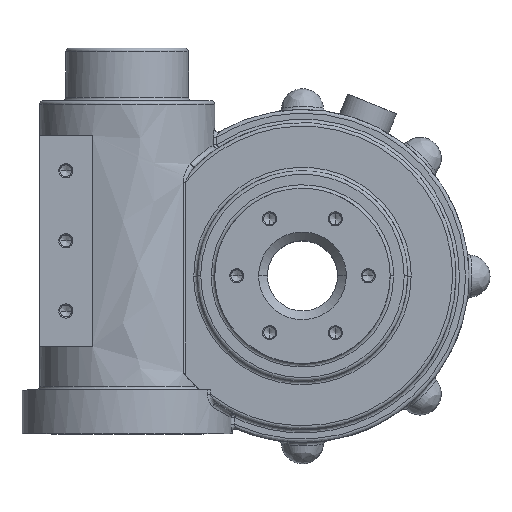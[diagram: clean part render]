
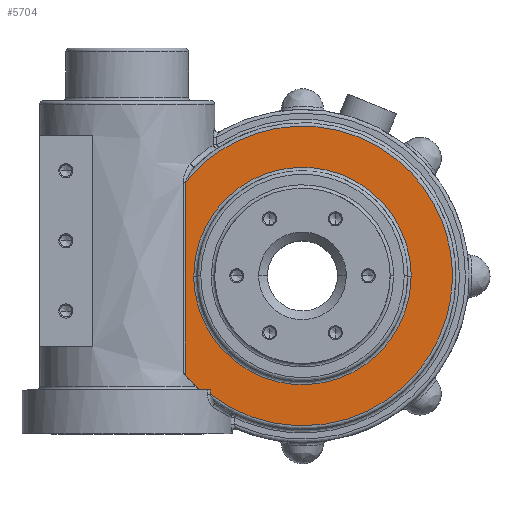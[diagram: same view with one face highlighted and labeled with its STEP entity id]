
A CAD part, top view. The second image highlights one B-rep face of the part: STEP entity #5704.
In plain terms, the highlighted free-form (B-spline) face has degree [1, 1] with [2, 2] control points.
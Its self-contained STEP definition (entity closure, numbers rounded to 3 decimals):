
#22 = VERTEX_POINT('',#23);
#23 = CARTESIAN_POINT('',(-77.083,0.,47.244));
#42 = VERTEX_POINT('',#43);
#43 = CARTESIAN_POINT('',(77.083,0.,
    47.244));
#49 = EDGE_CURVE('',#42,#22,#50,.T.);
#50 = ( BOUNDED_CURVE() B_SPLINE_CURVE(2,(#51,#52,#53,#54,#55),
.UNSPECIFIED.,.F.,.F.) B_SPLINE_CURVE_WITH_KNOTS((3,2,3),(3.142,
4.712,6.283),.PIECEWISE_BEZIER_KNOTS.) CURVE() 
GEOMETRIC_REPRESENTATION_ITEM() RATIONAL_B_SPLINE_CURVE((1.,
0.707,1.,0.707,1.)) REPRESENTATION_ITEM('') );
#51 = CARTESIAN_POINT('',(77.083,0.,
    47.244));
#52 = CARTESIAN_POINT('',(77.083,-77.083,
    47.244));
#53 = CARTESIAN_POINT('',(0.,-77.083,
    47.244));
#54 = CARTESIAN_POINT('',(-77.083,-77.083,
    47.244));
#55 = CARTESIAN_POINT('',(-77.083,0.,
    47.244));
#5704 = ADVANCED_FACE('',(#5705,#5716),#5757,.F.);
#5705 = FACE_BOUND('',#5706,.T.);
#5706 = EDGE_LOOP('',(#5707,#5715));
#5707 = ORIENTED_EDGE('',*,*,#5708,.T.);
#5708 = EDGE_CURVE('',#22,#42,#5709,.T.);
#5709 = ( BOUNDED_CURVE() B_SPLINE_CURVE(2,(#5710,#5711,#5712,#5713,
#5714),.UNSPECIFIED.,.F.,.F.) B_SPLINE_CURVE_WITH_KNOTS((3,2,3),(0.,
1.571,3.142),.PIECEWISE_BEZIER_KNOTS.) CURVE() 
GEOMETRIC_REPRESENTATION_ITEM() RATIONAL_B_SPLINE_CURVE((1.,
0.707,1.,0.707,1.)) REPRESENTATION_ITEM('') );
#5710 = CARTESIAN_POINT('',(-77.083,0.,47.244));
#5711 = CARTESIAN_POINT('',(-77.083,77.083,
    47.244));
#5712 = CARTESIAN_POINT('',(0.,77.083,
    47.244));
#5713 = CARTESIAN_POINT('',(77.083,77.083,
    47.244));
#5714 = CARTESIAN_POINT('',(77.083,0.,
    47.244));
#5715 = ORIENTED_EDGE('',*,*,#49,.T.);
#5716 = FACE_BOUND('',#5717,.T.);
#5717 = EDGE_LOOP('',(#5718,#5727,#5734,#5744,#5751));
#5718 = ORIENTED_EDGE('',*,*,#5719,.T.);
#5719 = EDGE_CURVE('',#5720,#5722,#5724,.T.);
#5720 = VERTEX_POINT('',#5721);
#5721 = CARTESIAN_POINT('',(-72.827,-80.812,
    47.244));
#5722 = VERTEX_POINT('',#5723);
#5723 = CARTESIAN_POINT('',(-65.432,-80.812,
    47.244));
#5724 = B_SPLINE_CURVE_WITH_KNOTS('',1,(#5725,#5726),.UNSPECIFIED.,.F.,
  .F.,(2,2),(-118.577,-112.629),.PIECEWISE_BEZIER_KNOTS.);
#5725 = CARTESIAN_POINT('',(-72.827,-80.812,
    47.244));
#5726 = CARTESIAN_POINT('',(-65.432,-80.812,
    47.244));
#5727 = ORIENTED_EDGE('',*,*,#5728,.T.);
#5728 = EDGE_CURVE('',#5722,#5729,#5731,.T.);
#5729 = VERTEX_POINT('',#5730);
#5730 = CARTESIAN_POINT('',(-65.432,-83.775,
    47.244));
#5731 = B_SPLINE_CURVE_WITH_KNOTS('',1,(#5732,#5733),.UNSPECIFIED.,.F.,
  .F.,(2,2),(65.,67.383),.PIECEWISE_BEZIER_KNOTS.);
#5732 = CARTESIAN_POINT('',(-65.432,-80.812,
    47.244));
#5733 = CARTESIAN_POINT('',(-65.432,-83.775,
    47.244));
#5734 = ORIENTED_EDGE('',*,*,#5735,.T.);
#5735 = EDGE_CURVE('',#5729,#5736,#5738,.T.);
#5736 = VERTEX_POINT('',#5737);
#5737 = CARTESIAN_POINT('',(-83.017,66.39,
    47.244));
#5738 = ( BOUNDED_CURVE() B_SPLINE_CURVE(2,(#5739,#5740,#5741,#5742,
#5743),.UNSPECIFIED.,.F.,.F.) B_SPLINE_CURVE_WITH_KNOTS((3,2,3),(
    0.908,3.258,5.609),
.PIECEWISE_BEZIER_KNOTS.) CURVE() GEOMETRIC_REPRESENTATION_ITEM() 
RATIONAL_B_SPLINE_CURVE((1.,0.385,1.,0.385,1.)) 
REPRESENTATION_ITEM('') );
#5739 = CARTESIAN_POINT('',(-65.432,-83.775,
    47.244));
#5740 = CARTESIAN_POINT('',(135.186,-240.467,
    47.244));
#5741 = CARTESIAN_POINT('',(105.578,12.364,
    47.244));
#5742 = CARTESIAN_POINT('',(75.97,265.195,
    47.244));
#5743 = CARTESIAN_POINT('',(-83.017,66.39,
    47.244));
#5744 = ORIENTED_EDGE('',*,*,#5745,.T.);
#5745 = EDGE_CURVE('',#5736,#5746,#5748,.T.);
#5746 = VERTEX_POINT('',#5747);
#5747 = CARTESIAN_POINT('',(-83.017,-70.303,
    47.244));
#5748 = B_SPLINE_CURVE_WITH_KNOTS('',1,(#5749,#5750),.UNSPECIFIED.,.F.,
  .F.,(2,2),(-53.4,56.547),.PIECEWISE_BEZIER_KNOTS.);
#5749 = CARTESIAN_POINT('',(-83.017,66.39,
    47.244));
#5750 = CARTESIAN_POINT('',(-83.017,-70.303,
    47.244));
#5751 = ORIENTED_EDGE('',*,*,#5752,.F.);
#5752 = EDGE_CURVE('',#5720,#5746,#5753,.T.);
#5753 = ( BOUNDED_CURVE() B_SPLINE_CURVE(2,(#5754,#5755,#5756),
.UNSPECIFIED.,.F.,.F.) B_SPLINE_CURVE_WITH_KNOTS((3,3),(5.446,
5.581),.PIECEWISE_BEZIER_KNOTS.) CURVE() 
GEOMETRIC_REPRESENTATION_ITEM() RATIONAL_B_SPLINE_CURVE((1.,
0.998,1.)) REPRESENTATION_ITEM('') );
#5754 = CARTESIAN_POINT('',(-72.827,-80.812,
    47.244));
#5755 = CARTESIAN_POINT('',(-78.276,-75.901,
    47.244));
#5756 = CARTESIAN_POINT('',(-83.017,-70.303,
    47.244));
#5757 = B_SPLINE_SURFACE_WITH_KNOTS('',1,1,(
    (#5758,#5759)
    ,(#5760,#5761
    )),.UNSPECIFIED.,.F.,.F.,.F.,(2,2),(2,2),(-25.5,126.774),(
    -85.5,85.5),.PIECEWISE_BEZIER_KNOTS.);
#5758 = CARTESIAN_POINT('',(106.299,-106.299,
    47.244));
#5759 = CARTESIAN_POINT('',(106.299,106.299,
    47.244));
#5760 = CARTESIAN_POINT('',(-83.017,-106.299,
    47.244));
#5761 = CARTESIAN_POINT('',(-83.017,106.299,
    47.244));
